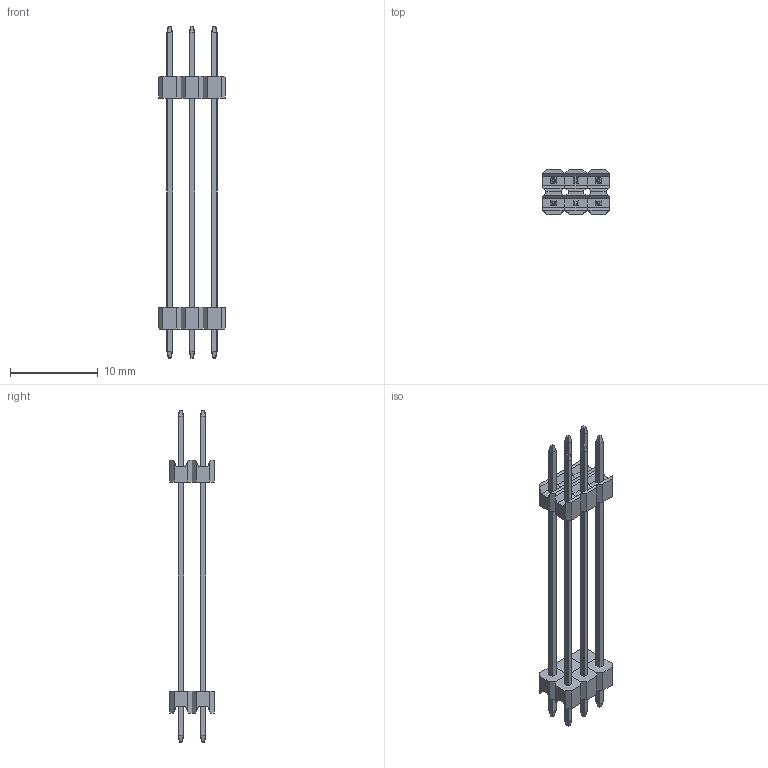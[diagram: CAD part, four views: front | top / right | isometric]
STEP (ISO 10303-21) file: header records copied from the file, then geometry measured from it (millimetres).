
FILE_DESCRIPTION(/* description */ (''),/* implementation_level */ '2;1');
FILE_NAME(/* name */ '2x3 Male Pim Header 37.80mm Pitch 2.54mm.stp',/* time_stamp */ '2019-10-22T09:04:12+02:00',/* author */ ('PCB-Tech'),/* organization */ (''),/* preprocessor_version */ 'ST-DEVELOPER v18',/* originating_system */ 'Autodesk Inventor 2020',/* authorisation */ '');
FILE_SCHEMA (('AUTOMOTIVE_DESIGN { 1 0 10303 214 3 1 1 }'));
Length unit declared in the file: millimetre
Products named in the file (5): 2x3 Male Pim Header 37.80mm Pitch 2.54mm; Male Pin 37.80mm; Insulator; Male Pin 37.80mm_MIR; Insulator_MIR
Assembly tree (18 placements, depth 2):
  2x3 Male Pim Header 37.80mm Pitch 2.54mm
    Male Pin 37.80mm  x3
    Insulator  x6
    Male Pin 37.80mm_MIR  x3
    Insulator_MIR  x6
Bounding box: 7.62 x 5.08 x 37.8 mm (x, y, z)
Volume: 229.5 mm3; surface area: 1008.5 mm2
Topology: 18 solids, 18 shells, 516 faces, 1296 edges, 816 vertices
Faces by surface type: plane 516
Entity records: 3986 total; most frequent: CARTESIAN_POINT 655, ORIENTED_EDGE 624, DIRECTION 614, LINE 312, VECTOR 312, EDGE_CURVE 312, VERTEX_POINT 192, AXIS2_PLACEMENT_3D 151
